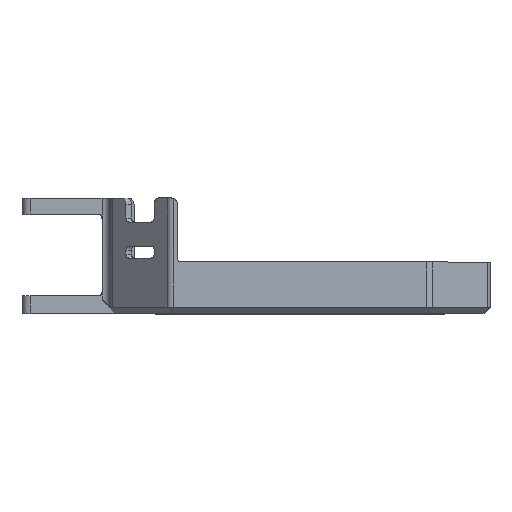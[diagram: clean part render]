
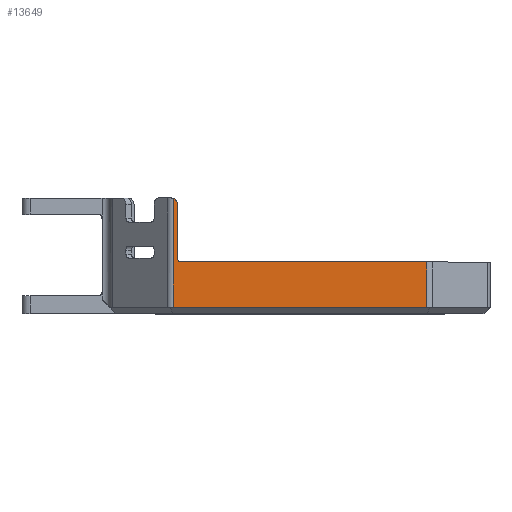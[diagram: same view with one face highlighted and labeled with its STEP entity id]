
A CAD part, top view. The second image highlights one B-rep face of the part: STEP entity #13649.
In plain terms, the highlighted planar face has unit normal (0, 0, 1).
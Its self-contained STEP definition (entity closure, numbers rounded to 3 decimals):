
#131 = AXIS2_PLACEMENT_3D ( 'NONE', #1431, #723, #624 ) ;
#143 = VERTEX_POINT ( 'NONE', #11721 ) ;
#381 = EDGE_CURVE ( 'NONE', #4127, #143, #7282, .T. ) ;
#624 = DIRECTION ( 'NONE',  ( -1., 0., 0. ) ) ;
#723 = DIRECTION ( 'NONE',  ( 0., 0., -1. ) ) ;
#770 = PLANE ( 'NONE',  #131 ) ;
#807 = DIRECTION ( 'NONE',  ( -1., 0., 0. ) ) ;
#820 = DIRECTION ( 'NONE',  ( 0., 0., -1. ) ) ;
#837 = CARTESIAN_POINT ( 'NONE',  ( 17.8, 13.8, 0. ) ) ;
#971 = VECTOR ( 'NONE', #1113, 1000. ) ;
#988 = CIRCLE ( 'NONE', #4378, 1. ) ;
#1005 = LINE ( 'NONE', #1482, #971 ) ;
#1048 = VECTOR ( 'NONE', #2015, 1000. ) ;
#1053 = LINE ( 'NONE', #1992, #1048 ) ;
#1066 = LINE ( 'NONE', #1192, #1104 ) ;
#1081 = CIRCLE ( 'NONE', #4652, 1.5 ) ;
#1104 = VECTOR ( 'NONE', #1208, 1000. ) ;
#1113 = DIRECTION ( 'NONE',  ( 0., 1., 0. ) ) ;
#1118 = VECTOR ( 'NONE', #2444, 1000. ) ;
#1119 = ORIENTED_EDGE ( 'NONE', *, *, #2880, .T. ) ;
#1130 = LINE ( 'NONE', #2588, #1118 ) ;
#1192 = CARTESIAN_POINT ( 'NONE',  ( 80., 1.5, 0. ) ) ;
#1208 = DIRECTION ( 'NONE',  ( 1., 0., 0. ) ) ;
#1212 = VERTEX_POINT ( 'NONE', #4038 ) ;
#1431 = CARTESIAN_POINT ( 'NONE',  ( 0., 2.8, 0. ) ) ;
#1482 = CARTESIAN_POINT ( 'NONE',  ( 79.172, 12.8, 0. ) ) ;
#1930 = DIRECTION ( 'NONE',  ( -1., 0., 0. ) ) ;
#1949 = DIRECTION ( 'NONE',  ( 0., 0., 1. ) ) ;
#1967 = CARTESIAN_POINT ( 'NONE',  ( 15.3, 27.3, 0. ) ) ;
#1992 = CARTESIAN_POINT ( 'NONE',  ( 15.828, 1.5, 0. ) ) ;
#2015 = DIRECTION ( 'NONE',  ( 0., -1., 0. ) ) ;
#2436 = VERTEX_POINT ( 'NONE', #10135 ) ;
#2444 = DIRECTION ( 'NONE',  ( 0., -1., 0. ) ) ;
#2588 = CARTESIAN_POINT ( 'NONE',  ( 16.8, 28.8, 0. ) ) ;
#2592 = VERTEX_POINT ( 'NONE', #6578 ) ;
#2791 = EDGE_CURVE ( 'NONE', #2436, #1212, #1130, .T. ) ;
#2808 = EDGE_CURVE ( 'NONE', #2436, #3848, #1081, .T. ) ;
#2830 = EDGE_CURVE ( 'NONE', #3848, #4306, #1053, .T. ) ;
#2862 = EDGE_CURVE ( 'NONE', #4306, #2592, #1066, .T. ) ;
#2865 = EDGE_CURVE ( 'NONE', #2592, #143, #1005, .T. ) ;
#2880 = EDGE_CURVE ( 'NONE', #4127, #1212, #988, .T. ) ;
#3058 = FACE_OUTER_BOUND ( 'NONE', #12367, .T. ) ;
#3848 = VERTEX_POINT ( 'NONE', #4359 ) ;
#4038 = CARTESIAN_POINT ( 'NONE',  ( 16.8, 13.8, 0. ) ) ;
#4127 = VERTEX_POINT ( 'NONE', #11275 ) ;
#4306 = VERTEX_POINT ( 'NONE', #4812 ) ;
#4359 = CARTESIAN_POINT ( 'NONE',  ( 15.828, 28.704, 0. ) ) ;
#4378 = AXIS2_PLACEMENT_3D ( 'NONE', #837, #820, #807 ) ;
#4640 = ORIENTED_EDGE ( 'NONE', *, *, #2791, .F. ) ;
#4652 = AXIS2_PLACEMENT_3D ( 'NONE', #1967, #1949, #1930 ) ;
#4812 = CARTESIAN_POINT ( 'NONE',  ( 15.828, 1.5, 0. ) ) ;
#6578 = CARTESIAN_POINT ( 'NONE',  ( 79.172, 1.5, 0. ) ) ;
#6636 = ORIENTED_EDGE ( 'NONE', *, *, #2862, .T. ) ;
#7282 = LINE ( 'NONE', #9912, #7311 ) ;
#7311 = VECTOR ( 'NONE', #9984, 1000. ) ;
#8066 = ORIENTED_EDGE ( 'NONE', *, *, #2808, .T. ) ;
#8117 = ORIENTED_EDGE ( 'NONE', *, *, #2830, .T. ) ;
#8462 = ORIENTED_EDGE ( 'NONE', *, *, #2865, .T. ) ;
#9912 = CARTESIAN_POINT ( 'NONE',  ( 15., 12.8, 0. ) ) ;
#9984 = DIRECTION ( 'NONE',  ( 1., 0., 0. ) ) ;
#10135 = CARTESIAN_POINT ( 'NONE',  ( 16.8, 27.3, 0. ) ) ;
#11275 = CARTESIAN_POINT ( 'NONE',  ( 17.8, 12.8, 0. ) ) ;
#11721 = CARTESIAN_POINT ( 'NONE',  ( 79.172, 12.8, 0. ) ) ;
#12367 = EDGE_LOOP ( 'NONE', ( #4640, #8066, #8117, #6636, #8462, #12799, #1119 ) ) ;
#12799 = ORIENTED_EDGE ( 'NONE', *, *, #381, .F. ) ;
#13649 = ADVANCED_FACE ( 'NONE', ( #3058 ), #770, .F. ) ;
